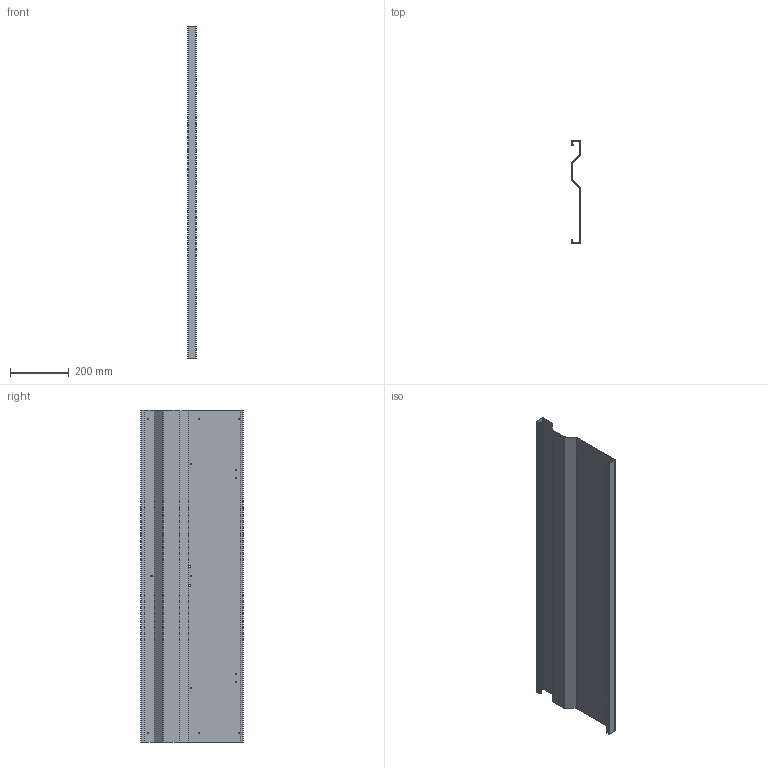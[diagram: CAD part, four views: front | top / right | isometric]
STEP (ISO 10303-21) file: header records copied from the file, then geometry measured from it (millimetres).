
FILE_DESCRIPTION (( 'STEP AP203' ), '1' );
FILE_NAME ('Rear Panel_Défaut_sldprt.STEP', '2020-01-15T11:01:33', ( '' ), ( '' ), 'SwSTEP 2.0', 'SolidWorks 2017', '' );
FILE_SCHEMA (( 'CONFIG_CONTROL_DESIGN' ));
Length unit declared in the file: millimetre
Products named in the file (1): Rear Panel_Défaut_sldprt
Bounding box: 30 x 350 x 1129 mm (x, y, z)
Volume: 769418 mm3; surface area: 1030923.9 mm2
Topology: 1 solids, 1 shells, 110 faces, 252 edges, 144 vertices
Faces by surface type: plane 60, cylinder 50
Entity records: 3181 total; most frequent: DIRECTION 574, CARTESIAN_POINT 507, ORIENTED_EDGE 504, EDGE_CURVE 252, AXIS2_PLACEMENT_3D 211, LINE 152, VECTOR 152, VERTEX_POINT 144
